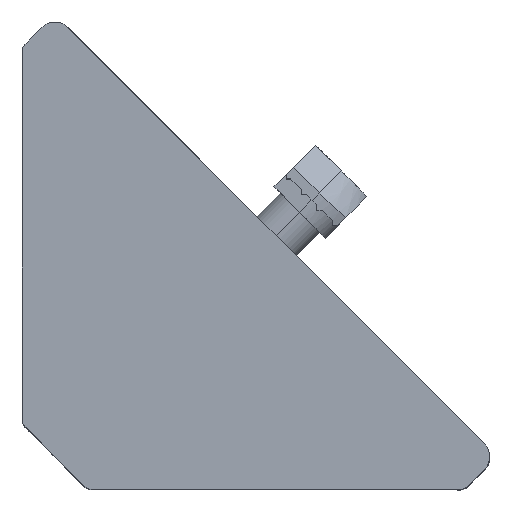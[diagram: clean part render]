
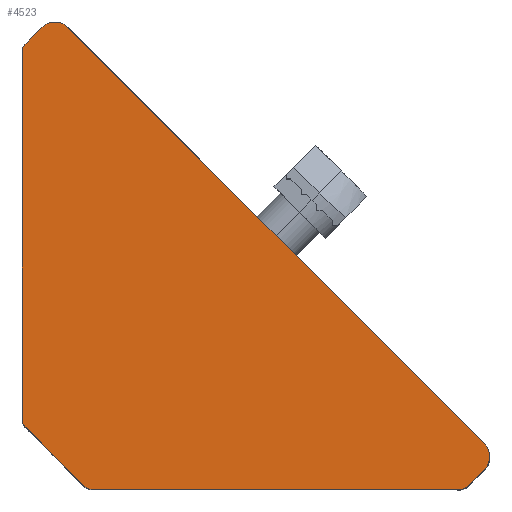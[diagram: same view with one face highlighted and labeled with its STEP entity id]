
A CAD part, top view. The second image highlights one B-rep face of the part: STEP entity #4523.
In plain terms, the highlighted planar face has unit normal (0, 0, 1).
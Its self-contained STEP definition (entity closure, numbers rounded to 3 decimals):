
#89 = LINE ( 'NONE', #5162, #3504 ) ;
#524 = FACE_OUTER_BOUND ( 'NONE', #5222, .T. ) ;
#562 = PLANE ( 'NONE',  #3042 ) ;
#580 = EDGE_CURVE ( 'NONE', #6292, #5289, #6359, .T. ) ;
#656 = DIRECTION ( 'NONE',  ( 0., 0., 1. ) ) ;
#735 = ORIENTED_EDGE ( 'NONE', *, *, #6854, .T. ) ;
#925 = VERTEX_POINT ( 'NONE', #5820 ) ;
#1019 = CARTESIAN_POINT ( 'NONE',  ( -33.707, 5.33, 5. ) ) ;
#1034 = EDGE_CURVE ( 'NONE', #1648, #4675, #3875, .T. ) ;
#1309 = VERTEX_POINT ( 'NONE', #4320 ) ;
#1327 = ORIENTED_EDGE ( 'NONE', *, *, #4591, .T. ) ;
#1599 = DIRECTION ( 'NONE',  ( -1., 0., 0. ) ) ;
#1600 = DIRECTION ( 'NONE',  ( 0., 0., 1. ) ) ;
#1648 = VERTEX_POINT ( 'NONE', #6100 ) ;
#1845 = CARTESIAN_POINT ( 'NONE',  ( 33., 4.591, 5. ) ) ;
#1982 = EDGE_CURVE ( 'NONE', #925, #1648, #4683, .T. ) ;
#2108 = CARTESIAN_POINT ( 'NONE',  ( -5.33, 33.707, 5. ) ) ;
#2141 = DIRECTION ( 'NONE',  ( 1., 0., 0. ) ) ;
#2160 = VERTEX_POINT ( 'NONE', #3591 ) ;
#2178 = CARTESIAN_POINT ( 'NONE',  ( 4.591, 34., 5. ) ) ;
#2283 = DIRECTION ( 'NONE',  ( 0., 0., 1. ) ) ;
#2298 = DIRECTION ( 'NONE',  ( 1., 0., 0. ) ) ;
#2409 = VERTEX_POINT ( 'NONE', #2108 ) ;
#2563 = AXIS2_PLACEMENT_3D ( 'NONE', #3009, #3122, #5401 ) ;
#2568 = ORIENTED_EDGE ( 'NONE', *, *, #580, .T. ) ;
#2717 = CARTESIAN_POINT ( 'NONE',  ( 4.591, 34., 5. ) ) ;
#2747 = CARTESIAN_POINT ( 'NONE',  ( -33., 4.623, 5. ) ) ;
#2788 = DIRECTION ( 'NONE',  ( 1., 0., 0. ) ) ;
#2801 = LINE ( 'NONE', #5563, #3034 ) ;
#2817 = AXIS2_PLACEMENT_3D ( 'NONE', #5070, #656, #2298 ) ;
#2873 = CARTESIAN_POINT ( 'NONE',  ( -32., 0., 5. ) ) ;
#2882 = EDGE_CURVE ( 'NONE', #5140, #6292, #3051, .T. ) ;
#2971 = DIRECTION ( 'NONE',  ( 0., 1., 0. ) ) ;
#3009 = CARTESIAN_POINT ( 'NONE',  ( -32., 2., 5. ) ) ;
#3034 = VECTOR ( 'NONE', #5005, 1000. ) ;
#3042 = AXIS2_PLACEMENT_3D ( 'NONE', #5585, #4309, #2788 ) ;
#3051 = LINE ( 'NONE', #4277, #5267 ) ;
#3092 = CARTESIAN_POINT ( 'NONE',  ( 34., 2., 5. ) ) ;
#3122 = DIRECTION ( 'NONE',  ( 0., 0., 1. ) ) ;
#3373 = CARTESIAN_POINT ( 'NONE',  ( -32., 0., 5. ) ) ;
#3416 = DIRECTION ( 'NONE',  ( 0., 0., 1. ) ) ;
#3478 = ORIENTED_EDGE ( 'NONE', *, *, #7034, .T. ) ;
#3504 = VECTOR ( 'NONE', #6439, 1000. ) ;
#3533 = AXIS2_PLACEMENT_3D ( 'NONE', #4711, #5345, #5241 ) ;
#3535 = CARTESIAN_POINT ( 'NONE',  ( 33.707, 5.298, 5. ) ) ;
#3591 = CARTESIAN_POINT ( 'NONE',  ( 32., 0., 5. ) ) ;
#3672 = ORIENTED_EDGE ( 'NONE', *, *, #6992, .T. ) ;
#3681 = ORIENTED_EDGE ( 'NONE', *, *, #5245, .T. ) ;
#3693 = ORIENTED_EDGE ( 'NONE', *, *, #1982, .T. ) ;
#3730 = ORIENTED_EDGE ( 'NONE', *, *, #1034, .T. ) ;
#3860 = DIRECTION ( 'NONE',  ( 1., 0., 0. ) ) ;
#3875 = CIRCLE ( 'NONE', #2563, 2. ) ;
#3881 = VECTOR ( 'NONE', #5860, 1000. ) ;
#3997 = AXIS2_PLACEMENT_3D ( 'NONE', #5126, #2283, #2141 ) ;
#4028 = ORIENTED_EDGE ( 'NONE', *, *, #4647, .T. ) ;
#4277 = CARTESIAN_POINT ( 'NONE',  ( 34., 2., 5. ) ) ;
#4309 = DIRECTION ( 'NONE',  ( 0., 0., 1. ) ) ;
#4320 = CARTESIAN_POINT ( 'NONE',  ( 5.298, 33.707, 5. ) ) ;
#4523 = ADVANCED_FACE ( 'NONE', ( #524 ), #562, .T. ) ;
#4591 = EDGE_CURVE ( 'NONE', #6968, #5981, #6573, .T. ) ;
#4647 = EDGE_CURVE ( 'NONE', #1309, #6968, #5093, .T. ) ;
#4675 = VERTEX_POINT ( 'NONE', #3373 ) ;
#4683 = LINE ( 'NONE', #6495, #6243 ) ;
#4711 = CARTESIAN_POINT ( 'NONE',  ( 32., 2., 5. ) ) ;
#5005 = DIRECTION ( 'NONE',  ( -0.707, -0.707, 0. ) ) ;
#5070 = CARTESIAN_POINT ( 'NONE',  ( 4.591, 33., 5. ) ) ;
#5093 = CIRCLE ( 'NONE', #2817, 1. ) ;
#5113 = CIRCLE ( 'NONE', #6746, 1. ) ;
#5126 = CARTESIAN_POINT ( 'NONE',  ( -4.623, 33., 5. ) ) ;
#5140 = VERTEX_POINT ( 'NONE', #3092 ) ;
#5162 = CARTESIAN_POINT ( 'NONE',  ( 33.707, 5.298, 5. ) ) ;
#5222 = EDGE_LOOP ( 'NONE', ( #4028, #1327, #3672, #5321, #5868, #3693, #3730, #3681, #735, #6922, #2568, #3478 ) ) ;
#5241 = DIRECTION ( 'NONE',  ( 1., 0., 0. ) ) ;
#5245 = EDGE_CURVE ( 'NONE', #4675, #2160, #6340, .T. ) ;
#5267 = VECTOR ( 'NONE', #2971, 1000. ) ;
#5289 = VERTEX_POINT ( 'NONE', #3535 ) ;
#5321 = ORIENTED_EDGE ( 'NONE', *, *, #5513, .T. ) ;
#5345 = DIRECTION ( 'NONE',  ( 0., 0., 1. ) ) ;
#5401 = DIRECTION ( 'NONE',  ( 1., 0., 0. ) ) ;
#5513 = EDGE_CURVE ( 'NONE', #2409, #6283, #2801, .T. ) ;
#5563 = CARTESIAN_POINT ( 'NONE',  ( -5.33, 33.707, 5. ) ) ;
#5585 = CARTESIAN_POINT ( 'NONE',  ( 4.591, 33., 5. ) ) ;
#5820 = CARTESIAN_POINT ( 'NONE',  ( -34., 4.623, 5. ) ) ;
#5860 = DIRECTION ( 'NONE',  ( 1., 0., 0. ) ) ;
#5868 = ORIENTED_EDGE ( 'NONE', *, *, #6455, .T. ) ;
#5909 = VECTOR ( 'NONE', #1599, 1000. ) ;
#5981 = VERTEX_POINT ( 'NONE', #6246 ) ;
#6100 = CARTESIAN_POINT ( 'NONE',  ( -34., 2., 5. ) ) ;
#6243 = VECTOR ( 'NONE', #6917, 1000. ) ;
#6246 = CARTESIAN_POINT ( 'NONE',  ( -4.623, 34., 5. ) ) ;
#6283 = VERTEX_POINT ( 'NONE', #1019 ) ;
#6292 = VERTEX_POINT ( 'NONE', #6710 ) ;
#6340 = LINE ( 'NONE', #2873, #3881 ) ;
#6359 = CIRCLE ( 'NONE', #6479, 1. ) ;
#6392 = DIRECTION ( 'NONE',  ( 1., 0., 0. ) ) ;
#6439 = DIRECTION ( 'NONE',  ( -0.707, 0.707, 0. ) ) ;
#6455 = EDGE_CURVE ( 'NONE', #6283, #925, #5113, .T. ) ;
#6479 = AXIS2_PLACEMENT_3D ( 'NONE', #1845, #3416, #6392 ) ;
#6495 = CARTESIAN_POINT ( 'NONE',  ( -34., 4.623, 5. ) ) ;
#6573 = LINE ( 'NONE', #2717, #5909 ) ;
#6710 = CARTESIAN_POINT ( 'NONE',  ( 34., 4.591, 5. ) ) ;
#6742 = CIRCLE ( 'NONE', #3533, 2. ) ;
#6746 = AXIS2_PLACEMENT_3D ( 'NONE', #2747, #1600, #3860 ) ;
#6854 = EDGE_CURVE ( 'NONE', #2160, #5140, #6742, .T. ) ;
#6917 = DIRECTION ( 'NONE',  ( 0., -1., 0. ) ) ;
#6922 = ORIENTED_EDGE ( 'NONE', *, *, #2882, .T. ) ;
#6968 = VERTEX_POINT ( 'NONE', #2178 ) ;
#6992 = EDGE_CURVE ( 'NONE', #5981, #2409, #7203, .T. ) ;
#7034 = EDGE_CURVE ( 'NONE', #5289, #1309, #89, .T. ) ;
#7203 = CIRCLE ( 'NONE', #3997, 1. ) ;
